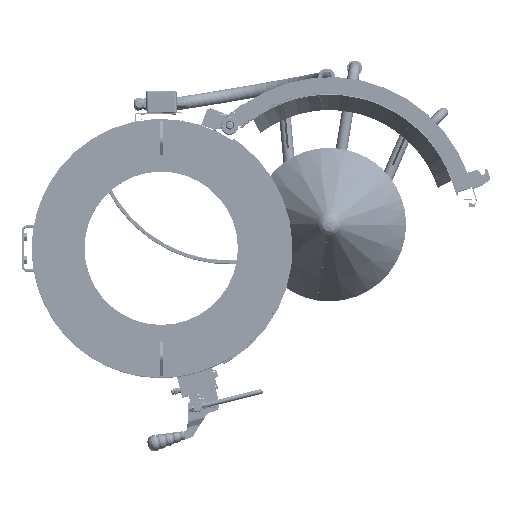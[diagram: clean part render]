
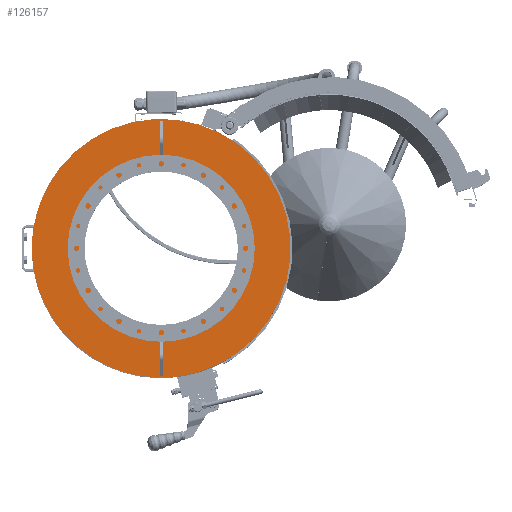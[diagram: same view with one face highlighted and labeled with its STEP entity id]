
A CAD part, top view. The second image highlights one B-rep face of the part: STEP entity #126157.
In plain terms, the highlighted planar face has unit normal (0, 0, 1).
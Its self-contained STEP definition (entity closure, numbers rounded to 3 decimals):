
#12756=LINE($,#205238,#23114);
#12757=LINE($,#205241,#23115);
#12759=LINE($,#205245,#23117);
#12761=LINE($,#205248,#23119);
#12764=LINE($,#205254,#23122);
#12765=LINE($,#205257,#23123);
#12767=LINE($,#205261,#23125);
#12769=LINE($,#205264,#23127);
#23114=VECTOR($,#154944,8.);
#23115=VECTOR($,#154947,100.);
#23117=VECTOR($,#154951,8.);
#23119=VECTOR($,#154955,100.);
#23122=VECTOR($,#154960,8.);
#23123=VECTOR($,#154963,100.);
#23125=VECTOR($,#154967,8.);
#23127=VECTOR($,#154971,100.);
#29124=PLANE($,#133563);
#32243=FACE_BOUND($,#45262,.T.);
#32244=FACE_BOUND($,#45263,.T.);
#32245=FACE_BOUND($,#45264,.T.);
#37569=FACE_OUTER_BOUND($,#45261,.T.);
#45261=EDGE_LOOP($,(#103245,#103246));
#45262=EDGE_LOOP($,(#103247,#103248,#103249,#103250));
#45263=EDGE_LOOP($,(#103251,#103252,#103253,#103254));
#45264=EDGE_LOOP($,(#103255,#103256));
#49762=CIRCLE($,#133444,203.);
#49800=CIRCLE($,#133564,337.5);
#49801=CIRCLE($,#133565,337.5);
#49802=CIRCLE($,#133566,203.);
#59110=VERTEX_POINT($,#205234);
#59111=VERTEX_POINT($,#205236);
#59112=VERTEX_POINT($,#205240);
#59113=VERTEX_POINT($,#205244);
#59114=VERTEX_POINT($,#205250);
#59115=VERTEX_POINT($,#205252);
#59116=VERTEX_POINT($,#205256);
#59117=VERTEX_POINT($,#205260);
#59119=VERTEX_POINT($,#205269);
#59120=VERTEX_POINT($,#205270);
#59147=VERTEX_POINT($,#205377);
#59148=VERTEX_POINT($,#205381);
#74274=EDGE_CURVE($,#59110,#59111,#12756,.T.);
#74275=EDGE_CURVE($,#59112,#59110,#12757,.T.);
#74277=EDGE_CURVE($,#59113,#59112,#12759,.T.);
#74279=EDGE_CURVE($,#59111,#59113,#12761,.T.);
#74282=EDGE_CURVE($,#59114,#59115,#12764,.T.);
#74283=EDGE_CURVE($,#59116,#59114,#12765,.T.);
#74285=EDGE_CURVE($,#59117,#59116,#12767,.T.);
#74287=EDGE_CURVE($,#59115,#59117,#12769,.T.);
#74289=EDGE_CURVE($,#59119,#59120,#49762,.T.);
#74455=EDGE_CURVE($,#59147,#59148,#49800,.T.);
#74456=EDGE_CURVE($,#59148,#59147,#49801,.T.);
#74457=EDGE_CURVE($,#59119,#59120,#49802,.T.);
#103245=ORIENTED_EDGE($,*,*,#74455,.T.);
#103246=ORIENTED_EDGE($,*,*,#74456,.T.);
#103247=ORIENTED_EDGE($,*,*,#74287,.T.);
#103248=ORIENTED_EDGE($,*,*,#74285,.T.);
#103249=ORIENTED_EDGE($,*,*,#74283,.T.);
#103250=ORIENTED_EDGE($,*,*,#74282,.T.);
#103251=ORIENTED_EDGE($,*,*,#74279,.T.);
#103252=ORIENTED_EDGE($,*,*,#74277,.T.);
#103253=ORIENTED_EDGE($,*,*,#74275,.T.);
#103254=ORIENTED_EDGE($,*,*,#74274,.T.);
#103255=ORIENTED_EDGE($,*,*,#74289,.F.);
#103256=ORIENTED_EDGE($,*,*,#74457,.T.);
#126157=ADVANCED_FACE($,(#37569,#32243,#32244,#32245),#29124,.T.);
#133444=AXIS2_PLACEMENT_3D($,#205271,#154978,#154979);
#133563=AXIS2_PLACEMENT_3D($,#205602,#155344,#155345);
#133564=AXIS2_PLACEMENT_3D($,#205603,#155346,#155347);
#133565=AXIS2_PLACEMENT_3D($,#205604,#155348,#155349);
#133566=AXIS2_PLACEMENT_3D($,#205605,#155350,#155351);
#154944=DIRECTION($,(1.,0.,0.));
#154947=DIRECTION($,(0.,1.,0.));
#154951=DIRECTION($,(-1.,0.,0.));
#154955=DIRECTION($,(0.,-1.,0.));
#154960=DIRECTION($,(1.,0.,0.));
#154963=DIRECTION($,(0.,1.,0.));
#154967=DIRECTION($,(-1.,0.,0.));
#154971=DIRECTION($,(0.,-1.,0.));
#154978=DIRECTION('center_axis',(0.,0.,
1.));
#154979=DIRECTION('ref_axis',(0.,1.,0.));
#155344=DIRECTION('center_axis',(0.,0.,
1.));
#155345=DIRECTION('ref_axis',(-1.,0.,0.));
#155346=DIRECTION('center_axis',(0.,0.,
1.));
#155347=DIRECTION('ref_axis',(0.,1.,0.));
#155348=DIRECTION('center_axis',(0.,0.,
1.));
#155349=DIRECTION('ref_axis',(0.,1.,0.));
#155350=DIRECTION('center_axis',(0.,0.,
-1.));
#155351=DIRECTION('ref_axis',(0.,1.,0.));
#205234=CARTESIAN_POINT('',(-4.,-232.166,398.));
#205236=CARTESIAN_POINT('',(4.,-232.166,398.));
#205238=CARTESIAN_POINT($,(-4.,-232.166,398.));
#205240=CARTESIAN_POINT('',(-4.,-332.166,398.));
#205241=CARTESIAN_POINT($,(-4.,-332.166,398.));
#205244=CARTESIAN_POINT('',(4.,-332.166,398.));
#205245=CARTESIAN_POINT($,(4.,-332.166,398.));
#205248=CARTESIAN_POINT($,(4.,-232.166,398.));
#205250=CARTESIAN_POINT('',(-4.,332.166,398.));
#205252=CARTESIAN_POINT('',(4.,332.166,398.));
#205254=CARTESIAN_POINT($,(-4.,332.166,398.));
#205256=CARTESIAN_POINT('',(-4.,232.166,398.));
#205257=CARTESIAN_POINT($,(-4.,232.166,398.));
#205260=CARTESIAN_POINT('',(4.,232.166,398.));
#205261=CARTESIAN_POINT($,(4.,232.166,398.));
#205264=CARTESIAN_POINT($,(4.,332.166,398.));
#205269=CARTESIAN_POINT('',(-203.,-0.05,398.));
#205270=CARTESIAN_POINT('',(-203.,0.05,398.));
#205271=CARTESIAN_POINT('Origin',(0.,0.,
398.));
#205377=CARTESIAN_POINT('',(-332.988,-55.,398.));
#205381=CARTESIAN_POINT('',(-332.988,55.,398.));
#205602=CARTESIAN_POINT('Origin',(0.,335.5,398.));
#205603=CARTESIAN_POINT('Origin',(0.,0.,
398.));
#205604=CARTESIAN_POINT('Origin',(0.,0.,
398.));
#205605=CARTESIAN_POINT('Origin',(0.,0.,
398.));
